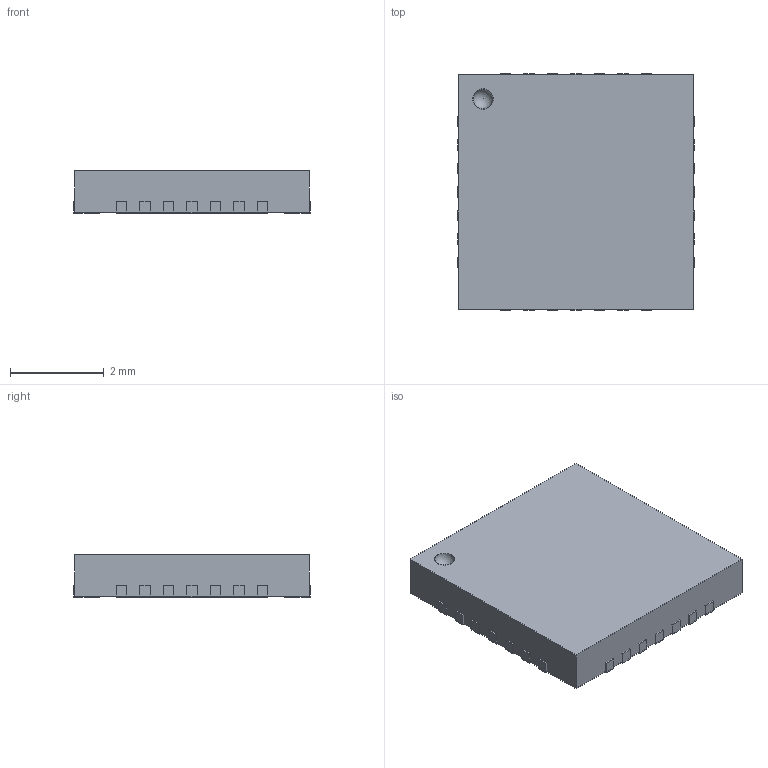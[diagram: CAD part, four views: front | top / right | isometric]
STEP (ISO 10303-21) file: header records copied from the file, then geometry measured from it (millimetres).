
FILE_DESCRIPTION( ( '' ), ' ' );
FILE_NAME( '583f4879258a2c106aa88495.step', '2016-11-30T21:45:29', ( '' ), ( '' ), ' ', ' ', ' ' );
FILE_SCHEMA( ( 'AUTOMOTIVE_DESIGN { 1 0 10303 214 1 1 1 1 }' ) );
Length unit declared in the file: metre
Products named in the file (31): Open CASCADE STEP translator 6.8 62; Open CASCADE STEP translator 6.8 61; Open CASCADE STEP translator 6.8 60; Open CASCADE STEP translator 6.8 59; Open CASCADE STEP translator 6.8 58; Open CASCADE STEP translator 6.8 57; Open CASCADE STEP translator 6.8 56; Open CASCADE STEP translator 6.8 55; Open CASCADE STEP translator 6.8 54; Open CASCADE STEP translator 6.8 53; Open CASCADE STEP translator 6.8 52; Open CASCADE STEP translator 6.8 51; Open CASCADE STEP translator 6.8 50; Open CASCADE STEP translator 6.8 49; Open CASCADE STEP translator 6.8 48; Open CASCADE STEP translator 6.8 47; Open CASCADE STEP translator 6.8 46; Open CASCADE STEP translator 6.8 45; Open CASCADE STEP translator 6.8 44; Open CASCADE STEP translator 6.8 43; Open CASCADE STEP translator 6.8 42; Open CASCADE STEP translator 6.8 41; Open CASCADE STEP translator 6.8 40; Open CASCADE STEP translator 6.8 39; Open CASCADE STEP translator 6.8 38; Open CASCADE STEP translator 6.8 37; Open CASCADE STEP translator 6.8 36; Open CASCADE STEP translator 6.8 35; Open CASCADE STEP translator 6.8 34; Open CASCADE STEP translator 6.8 33; Open CASCADE STEP translator 6.8 32
Bounding box: 5.04 x 5.04 x 0.9 mm (x, y, z)
Surface area: 109.3 mm2
Topology: 31 solids, 31 shells, 184 faces, 369 edges, 246 vertices
Faces by surface type: plane 181, sphere 3
Entity records: 8249 total; most frequent: CARTESIAN_POINT 824, DIRECTION 796, ORIENTED_EDGE 726, STYLED_ITEM 547, PRESENTATION_STYLE_ASSIGNMENT 547, COLOUR_RGB 547, EDGE_CURVE 363, CURVE_STYLE 363
